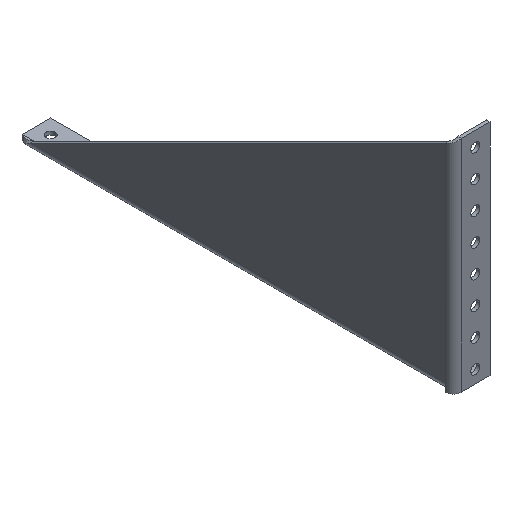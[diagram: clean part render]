
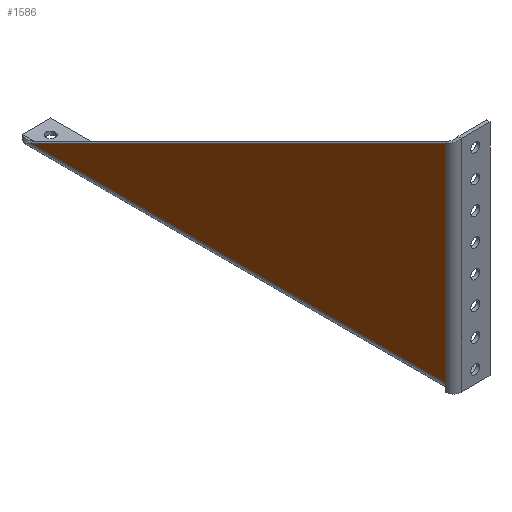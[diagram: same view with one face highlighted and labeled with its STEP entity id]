
A CAD part, isometric view. The second image highlights one B-rep face of the part: STEP entity #1586.
In plain terms, the highlighted planar face has unit normal (-1, 0, 0).
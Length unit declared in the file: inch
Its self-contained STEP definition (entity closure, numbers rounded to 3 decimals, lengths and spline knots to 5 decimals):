
#12 = VERTEX_POINT ( 'NONE', #1731 ) ;
#75 = PLANE ( 'NONE',  #1341 ) ;
#183 = EDGE_CURVE ( 'NONE', #1898, #12, #1472, .T. ) ;
#313 = CARTESIAN_POINT ( 'NONE',  ( -0.09375, 11.5625, 0.21875 ) ) ;
#457 = DIRECTION ( 'NONE',  ( 1., 0., 0. ) ) ;
#535 = CARTESIAN_POINT ( 'NONE',  ( -0.09375, 12., 0.21875 ) ) ;
#842 = CARTESIAN_POINT ( 'NONE',  ( -0.09375, 12., 0. ) ) ;
#945 = VECTOR ( 'NONE', #1457, 39.37008 ) ;
#967 = EDGE_LOOP ( 'NONE', ( #1932, #2005, #1261 ) ) ;
#1123 = LINE ( 'NONE', #2122, #2432 ) ;
#1261 = ORIENTED_EDGE ( 'NONE', *, *, #183, .F. ) ;
#1267 = DIRECTION ( 'NONE',  ( 0., 0., 1. ) ) ;
#1289 = CARTESIAN_POINT ( 'NONE',  ( -0.09375, 0.21875, 0.21875 ) ) ;
#1341 = AXIS2_PLACEMENT_3D ( 'NONE', #1978, #457, #2155 ) ;
#1457 = DIRECTION ( 'NONE',  ( 0., -1., 0. ) ) ;
#1472 = LINE ( 'NONE', #842, #2393 ) ;
#1536 = FACE_OUTER_BOUND ( 'NONE', #967, .T. ) ;
#1586 = ADVANCED_FACE ( 'NONE', ( #1536 ), #75, .F. ) ;
#1609 = EDGE_CURVE ( 'NONE', #1898, #1702, #2140, .T. ) ;
#1702 = VERTEX_POINT ( 'NONE', #1289 ) ;
#1731 = CARTESIAN_POINT ( 'NONE',  ( -0.09375, 0.21875, 5.89063 ) ) ;
#1898 = VERTEX_POINT ( 'NONE', #313 ) ;
#1932 = ORIENTED_EDGE ( 'NONE', *, *, #1609, .T. ) ;
#1978 = CARTESIAN_POINT ( 'NONE',  ( -0.09375, 0., 0. ) ) ;
#2005 = ORIENTED_EDGE ( 'NONE', *, *, #2318, .T. ) ;
#2122 = CARTESIAN_POINT ( 'NONE',  ( -0.09375, 0.21875, 0. ) ) ;
#2140 = LINE ( 'NONE', #535, #945 ) ;
#2155 = DIRECTION ( 'NONE',  ( 0., 0., -1. ) ) ;
#2318 = EDGE_CURVE ( 'NONE', #1702, #12, #1123, .T. ) ;
#2345 = DIRECTION ( 'NONE',  ( 0., -0.894, 0.447 ) ) ;
#2393 = VECTOR ( 'NONE', #2345, 39.37008 ) ;
#2432 = VECTOR ( 'NONE', #1267, 39.37008 ) ;
